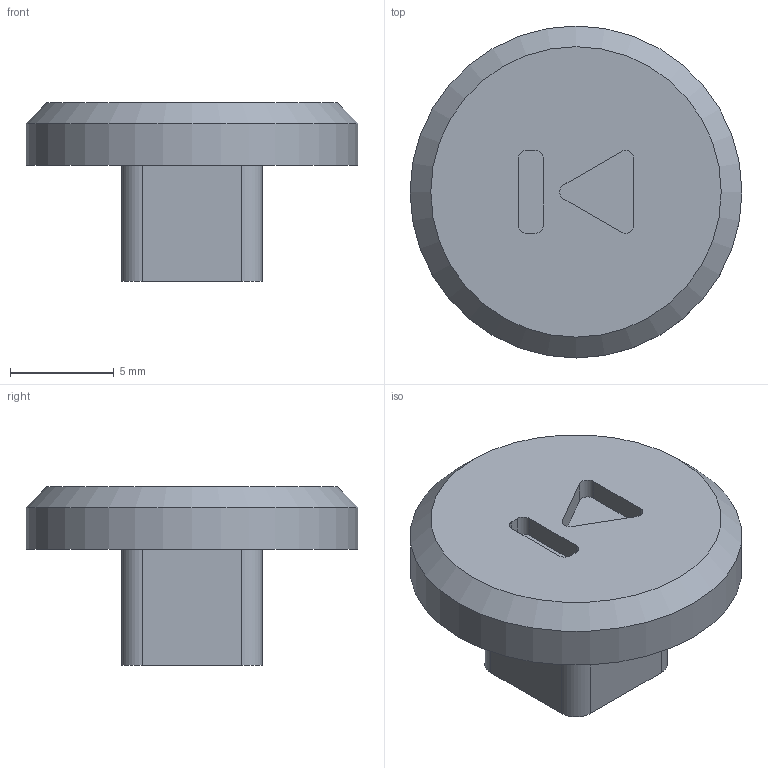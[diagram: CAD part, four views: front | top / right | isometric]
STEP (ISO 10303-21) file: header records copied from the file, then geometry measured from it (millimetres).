
FILE_DESCRIPTION(/* description */ ('FreeCAD Model'),/* implementation_level */ '2;1');
FILE_NAME(/* name */ 'cue-Body.step',/* time_stamp */ '2026-02-07T16:52:59+01:00',/* author */ (''),/* organization */ (''),/* preprocessor_version */ 'ST-DEVELOPER v20.1',/* originating_system */ 'Autodesk Translation Framework v14.24.0.0',/* authorisation */ '');
FILE_SCHEMA (('AUTOMOTIVE_DESIGN { 1 0 10303 214 3 1 1 }'));
Length unit declared in the file: millimetre
Products named in the file (1): Body
Bounding box: 16 x 16 x 8.6 mm (x, y, z)
Volume: 716.2 mm3; surface area: 775.7 mm2
Topology: 1 solids, 1 shells, 38 faces, 95 edges, 63 vertices
Faces by surface type: plane 21, cylinder 16, cone 1
Full cylindrical faces by diameter (mm): 16 x1
Entity records: 1184 total; most frequent: DIRECTION 206, CARTESIAN_POINT 197, ORIENTED_EDGE 190, EDGE_CURVE 95, AXIS2_PLACEMENT_3D 72, VERTEX_POINT 63, LINE 62, VECTOR 62
